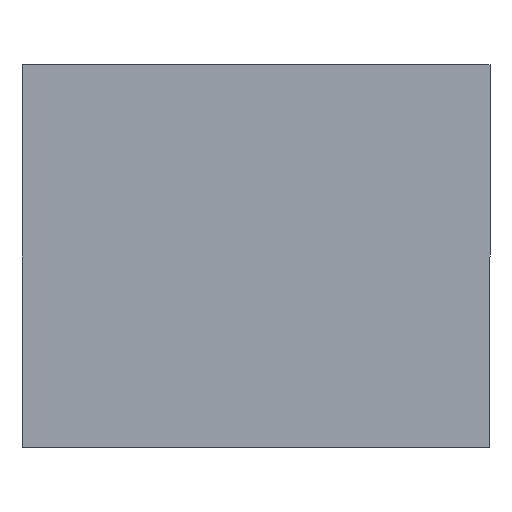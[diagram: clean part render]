
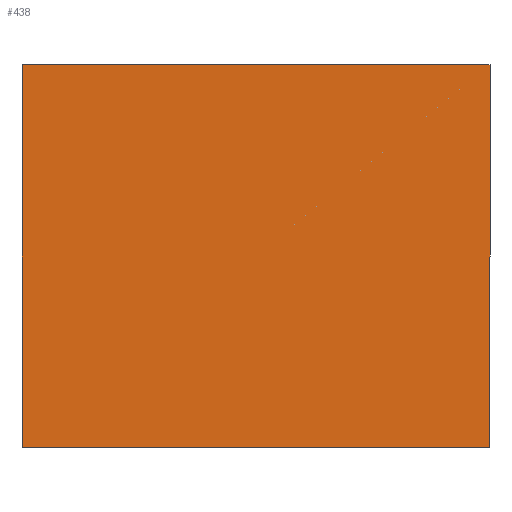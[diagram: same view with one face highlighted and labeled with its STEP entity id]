
A CAD part, front view. The second image highlights one B-rep face of the part: STEP entity #438.
In plain terms, the highlighted planar face has unit normal (0, -1, 0).
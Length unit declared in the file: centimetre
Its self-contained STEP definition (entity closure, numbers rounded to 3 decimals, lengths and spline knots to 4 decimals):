
#9 = CARTESIAN_POINT ( 'NONE',  ( -5.5, 0., -4.5 ) ) ;
#124 = AXIS2_PLACEMENT_3D ( 'NONE', #687, #710, #903 ) ;
#147 = EDGE_CURVE ( 'NONE', #771, #587, #389, .T. ) ;
#148 = ORIENTED_EDGE ( 'NONE', *, *, #516, .F. ) ;
#192 = EDGE_CURVE ( 'NONE', #751, #614, #397, .T. ) ;
#194 = LINE ( 'NONE', #1071, #667 ) ;
#220 = CARTESIAN_POINT ( 'NONE',  ( -5.5, 0., 4.5 ) ) ;
#262 = EDGE_LOOP ( 'NONE', ( #148, #690, #270, #577 ) ) ;
#270 = ORIENTED_EDGE ( 'NONE', *, *, #1128, .T. ) ;
#335 = PLANE ( 'NONE',  #124 ) ;
#360 = CARTESIAN_POINT ( 'NONE',  ( 5.5, 0., 4.5 ) ) ;
#389 = LINE ( 'NONE', #825, #551 ) ;
#397 = LINE ( 'NONE', #841, #1140 ) ;
#426 = FACE_OUTER_BOUND ( 'NONE', #262, .T. ) ;
#438 = ADVANCED_FACE ( 'NONE', ( #426 ), #335, .F. ) ;
#458 = VECTOR ( 'NONE', #575, 100. ) ;
#516 = EDGE_CURVE ( 'NONE', #771, #751, #194, .T. ) ;
#551 = VECTOR ( 'NONE', #1002, 100. ) ;
#558 = DIRECTION ( 'NONE',  ( 0., 0., 1. ) ) ;
#575 = DIRECTION ( 'NONE',  ( -1., 0., 0. ) ) ;
#577 = ORIENTED_EDGE ( 'NONE', *, *, #192, .F. ) ;
#587 = VERTEX_POINT ( 'NONE', #360 ) ;
#614 = VERTEX_POINT ( 'NONE', #220 ) ;
#652 = LINE ( 'NONE', #919, #458 ) ;
#667 = VECTOR ( 'NONE', #827, 100. ) ;
#687 = CARTESIAN_POINT ( 'NONE',  ( 0., 0., 0. ) ) ;
#690 = ORIENTED_EDGE ( 'NONE', *, *, #147, .T. ) ;
#710 = DIRECTION ( 'NONE',  ( 0., 1., 0. ) ) ;
#751 = VERTEX_POINT ( 'NONE', #9 ) ;
#771 = VERTEX_POINT ( 'NONE', #909 ) ;
#825 = CARTESIAN_POINT ( 'NONE',  ( 5.5, 0., -4.5 ) ) ;
#827 = DIRECTION ( 'NONE',  ( -1., 0., 0. ) ) ;
#841 = CARTESIAN_POINT ( 'NONE',  ( -5.5, 0., -4.5 ) ) ;
#903 = DIRECTION ( 'NONE',  ( 0., 0., 1. ) ) ;
#909 = CARTESIAN_POINT ( 'NONE',  ( 5.5, 0., -4.5 ) ) ;
#919 = CARTESIAN_POINT ( 'NONE',  ( 5.5, 0., 4.5 ) ) ;
#1002 = DIRECTION ( 'NONE',  ( 0., 0., 1. ) ) ;
#1071 = CARTESIAN_POINT ( 'NONE',  ( 5.5, 0., -4.5 ) ) ;
#1128 = EDGE_CURVE ( 'NONE', #587, #614, #652, .T. ) ;
#1140 = VECTOR ( 'NONE', #558, 100. ) ;
